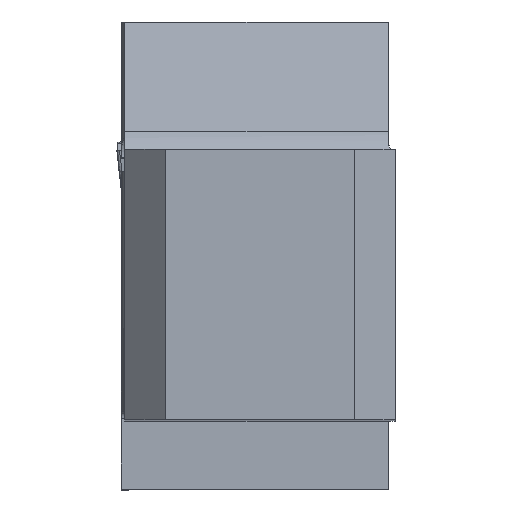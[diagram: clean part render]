
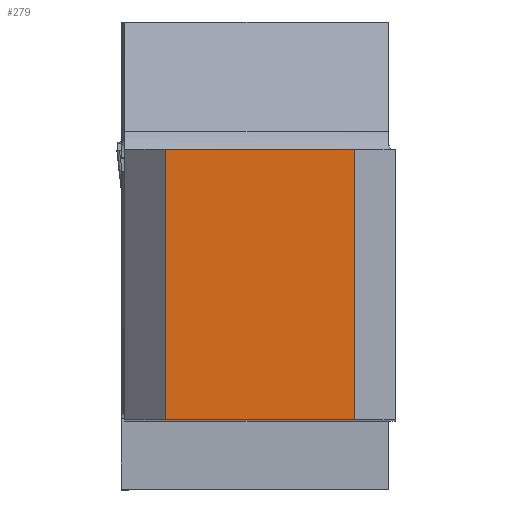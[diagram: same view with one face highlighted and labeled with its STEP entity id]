
A CAD part, top view. The second image highlights one B-rep face of the part: STEP entity #279.
In plain terms, the highlighted planar face has unit normal (0, 0, 1).
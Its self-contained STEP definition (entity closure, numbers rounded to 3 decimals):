
#279=ADVANCED_FACE('CU_BACK_SU1',(#453),#387,.F.);
#387=PLANE('',#2267);
#453=FACE_OUTER_BOUND('',#570,.T.);
#570=EDGE_LOOP('',(#853,#854,#855,#856));
#853=ORIENTED_EDGE('',*,*,#1636,.F.);
#854=ORIENTED_EDGE('',*,*,#1634,.T.);
#855=ORIENTED_EDGE('',*,*,#1637,.T.);
#856=ORIENTED_EDGE('',*,*,#1603,.F.);
#1395=VERTEX_POINT('',#3048);
#1396=VERTEX_POINT('',#3050);
#1411=VERTEX_POINT('',#3154);
#1412=VERTEX_POINT('',#3156);
#1603=EDGE_CURVE('',#1395,#1396,#1892,.T.);
#1634=EDGE_CURVE('',#1412,#1411,#1909,.T.);
#1636=EDGE_CURVE('',#1412,#1395,#1911,.T.);
#1637=EDGE_CURVE('',#1411,#1396,#1912,.T.);
#1892=LINE('',#3049,#2057);
#1909=LINE('',#3155,#2074);
#1911=LINE('',#3159,#2076);
#1912=LINE('',#3160,#2077);
#2057=VECTOR('',#2487,1.);
#2074=VECTOR('',#2540,1.);
#2076=VECTOR('',#2544,1.);
#2077=VECTOR('',#2545,1.);
#2267=AXIS2_PLACEMENT_3D('',#3161,#2546,#2547);
#2487=DIRECTION('',(1.,0.,0.));
#2540=DIRECTION('',(1.,0.,0.));
#2544=DIRECTION('',(0.,1.,0.));
#2545=DIRECTION('',(0.,1.,0.));
#2546=DIRECTION('',(0.,0.,-1.));
#2547=DIRECTION('',(-1.,0.,0.));
#3048=CARTESIAN_POINT('',(-16.925,19.925,0.));
#3049=CARTESIAN_POINT('',(-110.,19.925,0.));
#3050=CARTESIAN_POINT('',(-3.,19.925,0.));
#3154=CARTESIAN_POINT('',(-3.,0.,0.));
#3155=CARTESIAN_POINT('',(-110.,0.,0.));
#3156=CARTESIAN_POINT('',(-16.925,0.,0.));
#3159=CARTESIAN_POINT('',(-16.925,0.,0.));
#3160=CARTESIAN_POINT('',(-3.,0.,0.));
#3161=CARTESIAN_POINT('',(22.996,39.925,0.));
